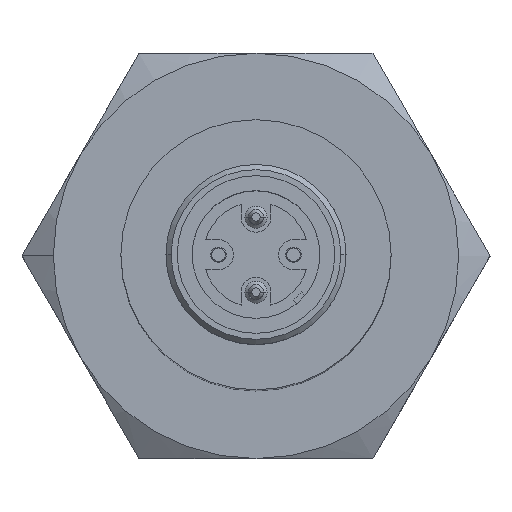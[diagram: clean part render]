
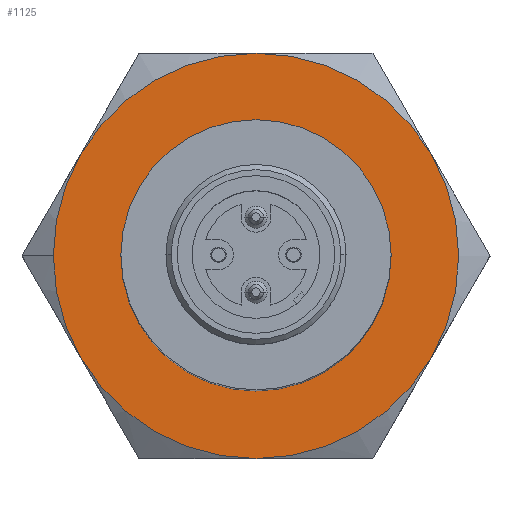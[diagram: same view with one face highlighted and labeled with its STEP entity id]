
A CAD part, top view. The second image highlights one B-rep face of the part: STEP entity #1125.
In plain terms, the highlighted planar face has unit normal (0, 0, 1).
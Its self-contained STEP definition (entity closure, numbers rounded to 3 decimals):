
#7 = DIRECTION ( 'NONE',  ( 1., 0., 0. ) ) ;
#37 = ORIENTED_EDGE ( 'NONE', *, *, #530, .T. ) ;
#133 = EDGE_CURVE ( 'NONE', #2451, #1333, #2809, .T. ) ;
#216 = CIRCLE ( 'NONE', #2732, 13.5 ) ;
#241 = DIRECTION ( 'NONE',  ( 1., 0., 0. ) ) ;
#288 = AXIS2_PLACEMENT_3D ( 'NONE', #3191, #1593, #7 ) ;
#294 = CIRCLE ( 'NONE', #2030, 13.5 ) ;
#345 = DIRECTION ( 'NONE',  ( 0., 0., 1. ) ) ;
#387 = AXIS2_PLACEMENT_3D ( 'NONE', #3038, #1435, #3288 ) ;
#395 = VERTEX_POINT ( 'NONE', #1154 ) ;
#448 = CIRCLE ( 'NONE', #387, 13.5 ) ;
#490 = DIRECTION ( 'NONE',  ( 1., 0., 0. ) ) ;
#495 = PLANE ( 'NONE',  #2751 ) ;
#502 = DIRECTION ( 'NONE',  ( 0., 0., 1. ) ) ;
#508 = CARTESIAN_POINT ( 'NONE',  ( 0., 0., 16.9 ) ) ;
#511 = CIRCLE ( 'NONE', #288, 9. ) ;
#518 = CARTESIAN_POINT ( 'NONE',  ( 0., 0., 16.9 ) ) ;
#530 = EDGE_CURVE ( 'NONE', #1333, #2412, #1000, .T. ) ;
#560 = CARTESIAN_POINT ( 'NONE',  ( 11.691, -6.75, 16.9 ) ) ;
#624 = VERTEX_POINT ( 'NONE', #560 ) ;
#737 = CARTESIAN_POINT ( 'NONE',  ( 9., 0., 16.9 ) ) ;
#772 = AXIS2_PLACEMENT_3D ( 'NONE', #2764, #1142, #3033 ) ;
#965 = VERTEX_POINT ( 'NONE', #737 ) ;
#1000 = CIRCLE ( 'NONE', #1077, 13.5 ) ;
#1006 = CARTESIAN_POINT ( 'NONE',  ( 0., 0., 16.9 ) ) ;
#1030 = DIRECTION ( 'NONE',  ( 1., 0., 0. ) ) ;
#1058 = AXIS2_PLACEMENT_3D ( 'NONE', #3096, #1489, #3342 ) ;
#1077 = AXIS2_PLACEMENT_3D ( 'NONE', #2203, #2190, #2177 ) ;
#1096 = EDGE_CURVE ( 'NONE', #2651, #395, #294, .T. ) ;
#1125 = ADVANCED_FACE ( 'NONE', ( #1617, #1548 ), #495, .T. ) ;
#1142 = DIRECTION ( 'NONE',  ( 0., 0., 1. ) ) ;
#1154 = CARTESIAN_POINT ( 'NONE',  ( 0., 13.5, 16.9 ) ) ;
#1173 = CARTESIAN_POINT ( 'NONE',  ( 0., -13.5, 16.9 ) ) ;
#1207 = CARTESIAN_POINT ( 'NONE',  ( 0., 0., 16.9 ) ) ;
#1262 = EDGE_LOOP ( 'NONE', ( #3049, #2834, #2684, #1828, #1945, #37, #2408 ) ) ;
#1278 = DIRECTION ( 'NONE',  ( 1., 0., 0. ) ) ;
#1279 = DIRECTION ( 'NONE',  ( 0., 0., 1. ) ) ;
#1287 = EDGE_CURVE ( 'NONE', #395, #1806, #3323, .T. ) ;
#1295 = CARTESIAN_POINT ( 'NONE',  ( 0., 0., 16.9 ) ) ;
#1333 = VERTEX_POINT ( 'NONE', #1763 ) ;
#1401 = AXIS2_PLACEMENT_3D ( 'NONE', #518, #502, #490 ) ;
#1435 = DIRECTION ( 'NONE',  ( 0., 0., 1. ) ) ;
#1485 = DIRECTION ( 'NONE',  ( 1., 0., 0. ) ) ;
#1489 = DIRECTION ( 'NONE',  ( 0., 0., 1. ) ) ;
#1536 = EDGE_CURVE ( 'NONE', #1670, #965, #511, .T. ) ;
#1548 = FACE_OUTER_BOUND ( 'NONE', #1262, .T. ) ;
#1593 = DIRECTION ( 'NONE',  ( 0., 0., 1. ) ) ;
#1617 = FACE_BOUND ( 'NONE', #2356, .T. ) ;
#1648 = CARTESIAN_POINT ( 'NONE',  ( -9., 0., 16.9 ) ) ;
#1670 = VERTEX_POINT ( 'NONE', #1648 ) ;
#1706 = ORIENTED_EDGE ( 'NONE', *, *, #1536, .F. ) ;
#1723 = EDGE_CURVE ( 'NONE', #965, #1670, #2602, .T. ) ;
#1763 = CARTESIAN_POINT ( 'NONE',  ( -11.691, -6.75, 16.9 ) ) ;
#1806 = VERTEX_POINT ( 'NONE', #2521 ) ;
#1813 = CIRCLE ( 'NONE', #1937, 13.5 ) ;
#1828 = ORIENTED_EDGE ( 'NONE', *, *, #2365, .T. ) ;
#1838 = EDGE_CURVE ( 'NONE', #2412, #624, #216, .T. ) ;
#1937 = AXIS2_PLACEMENT_3D ( 'NONE', #1006, #2896, #1278 ) ;
#1945 = ORIENTED_EDGE ( 'NONE', *, *, #133, .T. ) ;
#2030 = AXIS2_PLACEMENT_3D ( 'NONE', #1295, #1279, #1030 ) ;
#2075 = EDGE_CURVE ( 'NONE', #624, #2651, #1813, .T. ) ;
#2177 = DIRECTION ( 'NONE',  ( 1., 0., 0. ) ) ;
#2190 = DIRECTION ( 'NONE',  ( 0., 0., 1. ) ) ;
#2203 = CARTESIAN_POINT ( 'NONE',  ( 0., 0., 16.9 ) ) ;
#2275 = CARTESIAN_POINT ( 'NONE',  ( -13.5, 0., 16.9 ) ) ;
#2356 = EDGE_LOOP ( 'NONE', ( #1706, #3112 ) ) ;
#2365 = EDGE_CURVE ( 'NONE', #1806, #2451, #448, .T. ) ;
#2408 = ORIENTED_EDGE ( 'NONE', *, *, #1838, .T. ) ;
#2412 = VERTEX_POINT ( 'NONE', #1173 ) ;
#2451 = VERTEX_POINT ( 'NONE', #2275 ) ;
#2521 = CARTESIAN_POINT ( 'NONE',  ( -11.691, 6.75, 16.9 ) ) ;
#2602 = CIRCLE ( 'NONE', #772, 9. ) ;
#2651 = VERTEX_POINT ( 'NONE', #2961 ) ;
#2684 = ORIENTED_EDGE ( 'NONE', *, *, #1287, .T. ) ;
#2732 = AXIS2_PLACEMENT_3D ( 'NONE', #1207, #3090, #1485 ) ;
#2751 = AXIS2_PLACEMENT_3D ( 'NONE', #508, #345, #241 ) ;
#2764 = CARTESIAN_POINT ( 'NONE',  ( 0., 0., 16.9 ) ) ;
#2809 = CIRCLE ( 'NONE', #1401, 13.5 ) ;
#2834 = ORIENTED_EDGE ( 'NONE', *, *, #1096, .T. ) ;
#2896 = DIRECTION ( 'NONE',  ( 0., 0., 1. ) ) ;
#2961 = CARTESIAN_POINT ( 'NONE',  ( 11.691, 6.75, 16.9 ) ) ;
#3033 = DIRECTION ( 'NONE',  ( 1., 0., 0. ) ) ;
#3038 = CARTESIAN_POINT ( 'NONE',  ( 0., 0., 16.9 ) ) ;
#3049 = ORIENTED_EDGE ( 'NONE', *, *, #2075, .T. ) ;
#3090 = DIRECTION ( 'NONE',  ( 0., 0., 1. ) ) ;
#3096 = CARTESIAN_POINT ( 'NONE',  ( 0., 0., 16.9 ) ) ;
#3112 = ORIENTED_EDGE ( 'NONE', *, *, #1723, .F. ) ;
#3191 = CARTESIAN_POINT ( 'NONE',  ( 0., 0., 16.9 ) ) ;
#3288 = DIRECTION ( 'NONE',  ( 1., 0., 0. ) ) ;
#3323 = CIRCLE ( 'NONE', #1058, 13.5 ) ;
#3342 = DIRECTION ( 'NONE',  ( 1., 0., 0. ) ) ;
